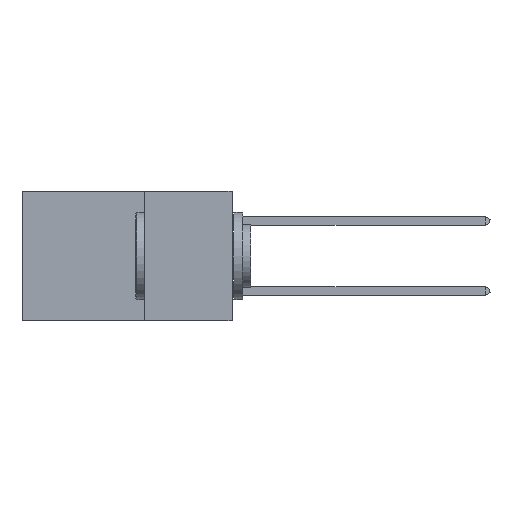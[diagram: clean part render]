
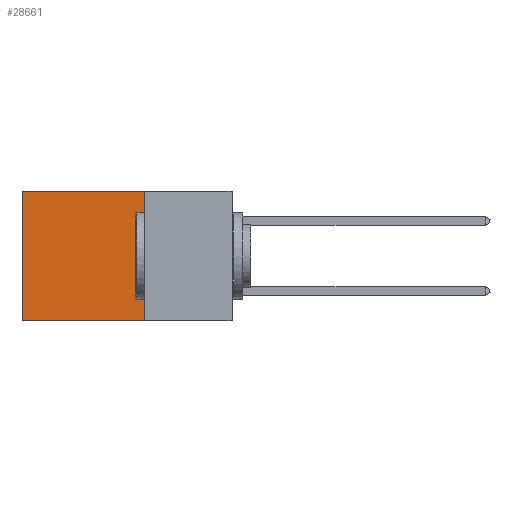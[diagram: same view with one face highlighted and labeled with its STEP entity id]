
A CAD part, left-side view. The second image highlights one B-rep face of the part: STEP entity #28661.
In plain terms, the highlighted planar face has unit normal (-1, 0, 0).
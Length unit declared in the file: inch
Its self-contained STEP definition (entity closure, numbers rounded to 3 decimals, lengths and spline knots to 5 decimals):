
#1048 = VERTEX_POINT ( 'NONE', #27557 ) ;
#1738 = ORIENTED_EDGE ( 'NONE', *, *, #2143, .T. ) ;
#2017 = DIRECTION ( 'NONE',  ( 0., 1., 0. ) ) ;
#2143 = EDGE_CURVE ( 'NONE', #19022, #31414, #29440, .T. ) ;
#2746 = DIRECTION ( 'NONE',  ( 0., 0., -1. ) ) ;
#3518 = CARTESIAN_POINT ( 'NONE',  ( 0.2875, 0.25, 0. ) ) ;
#4612 = DIRECTION ( 'NONE',  ( 0., 1., 0. ) ) ;
#7687 = FACE_OUTER_BOUND ( 'NONE', #33528, .T. ) ;
#7846 = AXIS2_PLACEMENT_3D ( 'NONE', #30000, #10074, #29615 ) ;
#9011 = DIRECTION ( 'NONE',  ( 0., 0., -1. ) ) ;
#10074 = DIRECTION ( 'NONE',  ( 1., 0., 0. ) ) ;
#12400 = CARTESIAN_POINT ( 'NONE',  ( 0.2875, 0.25, 0. ) ) ;
#14696 = VECTOR ( 'NONE', #4612, 39.37008 ) ;
#14912 = CARTESIAN_POINT ( 'NONE',  ( 0.2875, 0.25, 0. ) ) ;
#15265 = VECTOR ( 'NONE', #2017, 39.37008 ) ;
#15414 = CARTESIAN_POINT ( 'NONE',  ( 0.2875, 0.6, 0. ) ) ;
#15559 = VECTOR ( 'NONE', #2746, 39.37008 ) ;
#16052 = LINE ( 'NONE', #21509, #14696 ) ;
#16781 = ORIENTED_EDGE ( 'NONE', *, *, #29234, .F. ) ;
#19022 = VERTEX_POINT ( 'NONE', #12400 ) ;
#20199 = CARTESIAN_POINT ( 'NONE',  ( 0.2875, 0.6, 0. ) ) ;
#20663 = ORIENTED_EDGE ( 'NONE', *, *, #25420, .T. ) ;
#21218 = PLANE ( 'NONE',  #7846 ) ;
#21344 = LINE ( 'NONE', #20199, #15559 ) ;
#21509 = CARTESIAN_POINT ( 'NONE',  ( 0.2875, 0.25, -0.37 ) ) ;
#24813 = CARTESIAN_POINT ( 'NONE',  ( 0.2875, 0.25, -0.37 ) ) ;
#25420 = EDGE_CURVE ( 'NONE', #31414, #1048, #21344, .T. ) ;
#27112 = EDGE_CURVE ( 'NONE', #19022, #33318, #29134, .T. ) ;
#27557 = CARTESIAN_POINT ( 'NONE',  ( 0.2875, 0.6, -0.37 ) ) ;
#28333 = ORIENTED_EDGE ( 'NONE', *, *, #27112, .F. ) ;
#28661 = ADVANCED_FACE ( 'NONE', ( #7687 ), #21218, .F. ) ;
#28705 = VECTOR ( 'NONE', #9011, 39.37008 ) ;
#29134 = LINE ( 'NONE', #3518, #28705 ) ;
#29234 = EDGE_CURVE ( 'NONE', #33318, #1048, #16052, .T. ) ;
#29440 = LINE ( 'NONE', #14912, #15265 ) ;
#29615 = DIRECTION ( 'NONE',  ( 0., 0., -1. ) ) ;
#30000 = CARTESIAN_POINT ( 'NONE',  ( 0.2875, 0.25, 0. ) ) ;
#31414 = VERTEX_POINT ( 'NONE', #15414 ) ;
#33318 = VERTEX_POINT ( 'NONE', #24813 ) ;
#33528 = EDGE_LOOP ( 'NONE', ( #20663, #16781, #28333, #1738 ) ) ;
